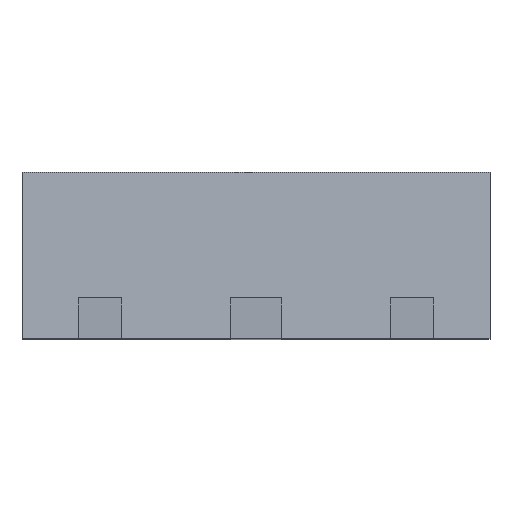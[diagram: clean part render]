
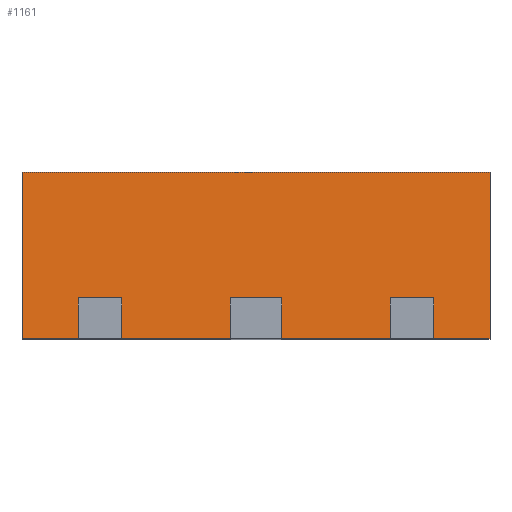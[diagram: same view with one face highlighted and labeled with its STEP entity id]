
A CAD part, top view. The second image highlights one B-rep face of the part: STEP entity #1161.
In plain terms, the highlighted planar face has unit normal (0, 0.087, 0.996).
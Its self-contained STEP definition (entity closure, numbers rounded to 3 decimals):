
#25 = LINE ( 'NONE', #64, #34 ) ;
#34 = VECTOR ( 'NONE', #695, 1000. ) ;
#49 = LINE ( 'NONE', #798, #69 ) ;
#62 = EDGE_CURVE ( 'NONE', #1078, #1126, #1099, .T. ) ;
#64 = CARTESIAN_POINT ( 'NONE',  ( -2.248, 0., 1.219 ) ) ;
#69 = VECTOR ( 'NONE', #1065, 1000. ) ;
#81 = LINE ( 'NONE', #180, #896 ) ;
#89 = LINE ( 'NONE', #764, #481 ) ;
#93 = CARTESIAN_POINT ( 'NONE',  ( 2.248, 0., 1.219 ) ) ;
#97 = CARTESIAN_POINT ( 'NONE',  ( -0.248, 0.394, 1.185 ) ) ;
#138 = PLANE ( 'NONE',  #350 ) ;
#142 = ORIENTED_EDGE ( 'NONE', *, *, #626, .T. ) ;
#180 = CARTESIAN_POINT ( 'NONE',  ( 2.248, 0., 1.219 ) ) ;
#229 = ORIENTED_EDGE ( 'NONE', *, *, #547, .T. ) ;
#271 = VERTEX_POINT ( 'NONE', #455 ) ;
#278 = EDGE_CURVE ( 'NONE', #999, #310, #373, .T. ) ;
#299 = CARTESIAN_POINT ( 'NONE',  ( 2.248, 0., 1.219 ) ) ;
#303 = ORIENTED_EDGE ( 'NONE', *, *, #805, .F. ) ;
#310 = VERTEX_POINT ( 'NONE', #824 ) ;
#321 = ORIENTED_EDGE ( 'NONE', *, *, #873, .F. ) ;
#335 = CARTESIAN_POINT ( 'NONE',  ( -2.248, 0., 1.219 ) ) ;
#350 = AXIS2_PLACEMENT_3D ( 'NONE', #974, #1062, #761 ) ;
#373 = LINE ( 'NONE', #819, #1160 ) ;
#413 = VECTOR ( 'NONE', #1042, 1000. ) ;
#432 = LINE ( 'NONE', #606, #458 ) ;
#455 = CARTESIAN_POINT ( 'NONE',  ( 0.248, 0., 1.219 ) ) ;
#458 = VECTOR ( 'NONE', #1028, 1000. ) ;
#481 = VECTOR ( 'NONE', #599, 1000. ) ;
#488 = EDGE_CURVE ( 'NONE', #271, #584, #788, .T. ) ;
#541 = FACE_OUTER_BOUND ( 'NONE', #1136, .T. ) ;
#547 = EDGE_CURVE ( 'NONE', #1078, #1121, #49, .T. ) ;
#560 = DIRECTION ( 'NONE',  ( 0., -0.996, 0.087 ) ) ;
#584 = VERTEX_POINT ( 'NONE', #706 ) ;
#599 = DIRECTION ( 'NONE',  ( -1., 0., 0. ) ) ;
#606 = CARTESIAN_POINT ( 'NONE',  ( 2.248, 0., 1.219 ) ) ;
#617 = ORIENTED_EDGE ( 'NONE', *, *, #278, .F. ) ;
#626 = EDGE_CURVE ( 'NONE', #1121, #643, #25, .T. ) ;
#635 = DIRECTION ( 'NONE',  ( 0., -0.996, 0.087 ) ) ;
#643 = VERTEX_POINT ( 'NONE', #335 ) ;
#688 = CARTESIAN_POINT ( 'NONE',  ( -2.248, 1.6, 1.079 ) ) ;
#689 = ORIENTED_EDGE ( 'NONE', *, *, #62, .F. ) ;
#695 = DIRECTION ( 'NONE',  ( 0., -0.996, 0.087 ) ) ;
#706 = CARTESIAN_POINT ( 'NONE',  ( 0.248, 0.394, 1.185 ) ) ;
#714 = VECTOR ( 'NONE', #560, 1000. ) ;
#761 = DIRECTION ( 'NONE',  ( 0., 0.996, -0.087 ) ) ;
#764 = CARTESIAN_POINT ( 'NONE',  ( 2.248, 0.394, 1.185 ) ) ;
#788 = LINE ( 'NONE', #951, #413 ) ;
#797 = CARTESIAN_POINT ( 'NONE',  ( 2.248, 1.6, 1.079 ) ) ;
#798 = CARTESIAN_POINT ( 'NONE',  ( 2.248, 1.6, 1.079 ) ) ;
#805 = EDGE_CURVE ( 'NONE', #310, #643, #432, .T. ) ;
#819 = CARTESIAN_POINT ( 'NONE',  ( -0.248, 0., 1.219 ) ) ;
#824 = CARTESIAN_POINT ( 'NONE',  ( -0.248, 0., 1.219 ) ) ;
#873 = EDGE_CURVE ( 'NONE', #1126, #271, #81, .T. ) ;
#896 = VECTOR ( 'NONE', #1120, 1000. ) ;
#928 = ORIENTED_EDGE ( 'NONE', *, *, #488, .F. ) ;
#951 = CARTESIAN_POINT ( 'NONE',  ( 0.248, 0., 1.219 ) ) ;
#954 = EDGE_CURVE ( 'NONE', #584, #999, #89, .T. ) ;
#974 = CARTESIAN_POINT ( 'NONE',  ( 2.248, 0., 1.219 ) ) ;
#999 = VERTEX_POINT ( 'NONE', #97 ) ;
#1028 = DIRECTION ( 'NONE',  ( -1., 0., 0. ) ) ;
#1042 = DIRECTION ( 'NONE',  ( 0., 0.996, -0.087 ) ) ;
#1062 = DIRECTION ( 'NONE',  ( 0., -0.087, -0.996 ) ) ;
#1065 = DIRECTION ( 'NONE',  ( -1., 0., 0. ) ) ;
#1078 = VERTEX_POINT ( 'NONE', #797 ) ;
#1099 = LINE ( 'NONE', #93, #714 ) ;
#1120 = DIRECTION ( 'NONE',  ( -1., 0., 0. ) ) ;
#1121 = VERTEX_POINT ( 'NONE', #688 ) ;
#1126 = VERTEX_POINT ( 'NONE', #299 ) ;
#1136 = EDGE_LOOP ( 'NONE', ( #617, #1138, #928, #321, #689, #229, #142, #303 ) ) ;
#1138 = ORIENTED_EDGE ( 'NONE', *, *, #954, .F. ) ;
#1160 = VECTOR ( 'NONE', #635, 1000. ) ;
#1161 = ADVANCED_FACE ( 'NONE', ( #541 ), #138, .F. ) ;
